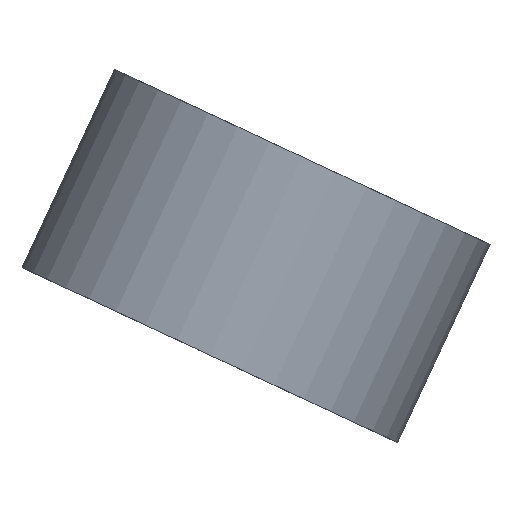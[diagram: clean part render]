
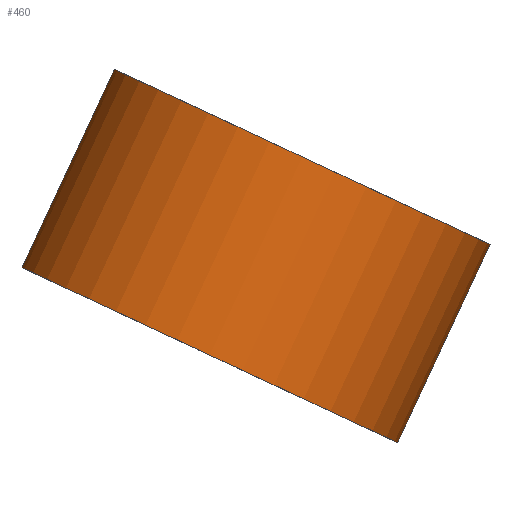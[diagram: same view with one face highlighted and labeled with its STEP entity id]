
A CAD part, left-side view. The second image highlights one B-rep face of the part: STEP entity #460.
In plain terms, the highlighted cylindrical face has radius 4.5 mm (diameter 9 mm), a partial arc.
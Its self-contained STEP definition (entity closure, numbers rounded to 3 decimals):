
#18=CYLINDRICAL_SURFACE('',#507,4.5);
#38=FACE_OUTER_BOUND('',#66,.T.);
#66=EDGE_LOOP('',(#331,#332,#333,#334));
#95=LINE('',#711,#137);
#99=LINE('',#723,#141);
#137=VECTOR('',#567,10.);
#141=VECTOR('',#581,10.);
#175=CIRCLE('',#496,4.5);
#182=CIRCLE('',#508,4.5);
#199=VERTEX_POINT('',#691);
#200=VERTEX_POINT('',#692);
#207=VERTEX_POINT('',#710);
#210=VERTEX_POINT('',#722);
#243=EDGE_CURVE('',#199,#200,#175,.T.);
#252=EDGE_CURVE('',#207,#200,#95,.T.);
#258=EDGE_CURVE('',#199,#210,#99,.T.);
#259=EDGE_CURVE('',#210,#207,#182,.T.);
#331=ORIENTED_EDGE('',*,*,#258,.T.);
#332=ORIENTED_EDGE('',*,*,#259,.T.);
#333=ORIENTED_EDGE('',*,*,#252,.T.);
#334=ORIENTED_EDGE('',*,*,#243,.F.);
#460=ADVANCED_FACE('',(#38),#18,.T.);
#496=AXIS2_PLACEMENT_3D('',#693,#549,#550);
#507=AXIS2_PLACEMENT_3D('',#721,#579,#580);
#508=AXIS2_PLACEMENT_3D('',#724,#582,#583);
#549=DIRECTION('center_axis',(0.,-0.423,
0.906));
#550=DIRECTION('ref_axis',(-0.707,-0.641,-0.299));
#567=DIRECTION('',(0.,-0.423,0.906));
#579=DIRECTION('center_axis',(0.,0.423,-0.906));
#580=DIRECTION('ref_axis',(-0.707,-0.641,-0.299));
#581=DIRECTION('',(0.,0.423,-0.906));
#582=DIRECTION('center_axis',(0.,-0.423,
0.906));
#583=DIRECTION('ref_axis',(-0.707,0.641,0.299));
#691=CARTESIAN_POINT('',(63.991,-79.387,25.));
#692=CARTESIAN_POINT('',(63.991,-87.544,21.196));
#693=CARTESIAN_POINT('Origin',(63.991,-83.465,23.098));
#710=CARTESIAN_POINT('',(63.991,-85.536,16.892));
#711=CARTESIAN_POINT('',(63.991,-86.783,19.565));
#721=CARTESIAN_POINT('Origin',(63.991,-82.705,21.467));
#722=CARTESIAN_POINT('',(63.991,-77.38,20.695));
#723=CARTESIAN_POINT('',(63.991,-78.626,23.369));
#724=CARTESIAN_POINT('Origin',(63.991,-81.458,18.793));
